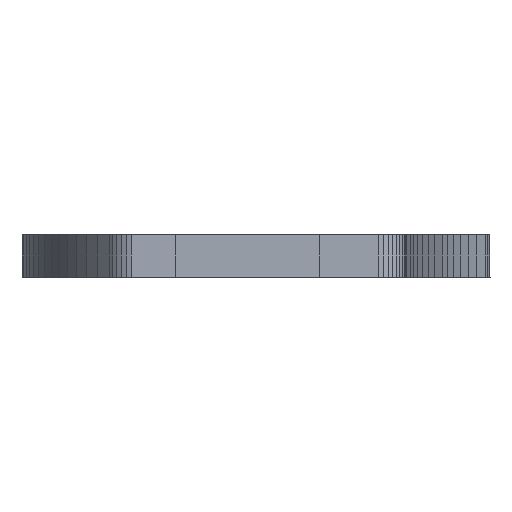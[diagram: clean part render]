
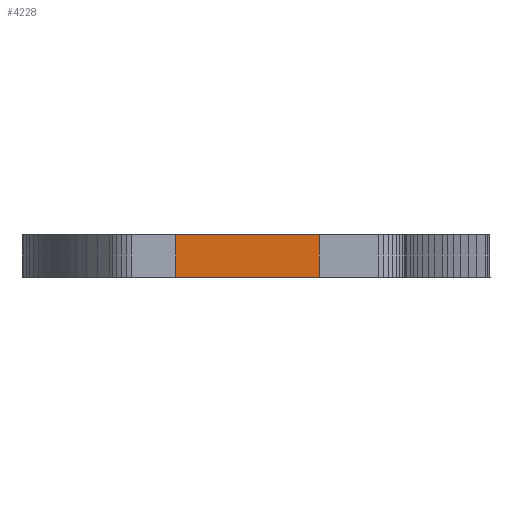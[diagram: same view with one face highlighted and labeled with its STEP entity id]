
A CAD part, left-side view. The second image highlights one B-rep face of the part: STEP entity #4228.
In plain terms, the highlighted planar face has unit normal (-1, 0, 0).
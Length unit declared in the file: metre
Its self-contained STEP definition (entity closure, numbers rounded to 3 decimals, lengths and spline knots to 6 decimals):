
#257=ORIENTED_EDGE('',*,*,#1430,.F.);
#258=ORIENTED_EDGE('',*,*,#1429,.T.);
#259=ORIENTED_EDGE('',*,*,#1431,.T.);
#260=ORIENTED_EDGE('',*,*,#1432,.F.);
#1429=EDGE_CURVE('',#1991,#1992,#2446,.T.);
#1430=EDGE_CURVE('',#1991,#1993,#2447,.T.);
#1431=EDGE_CURVE('',#1992,#1994,#2448,.F.);
#1432=EDGE_CURVE('',#1993,#1994,#2449,.T.);
#1991=VERTEX_POINT('',#6070);
#1992=VERTEX_POINT('',#6072);
#1993=VERTEX_POINT('',#6076);
#1994=VERTEX_POINT('',#6078);
#2446=LINE('',#6073,#3034);
#2447=LINE('',#6075,#3035);
#2448=LINE('',#6077,#3036);
#2449=LINE('',#6079,#3037);
#3034=VECTOR('',#4927,1.);
#3035=VECTOR('',#4930,1.);
#3036=VECTOR('',#4931,1.);
#3037=VECTOR('',#4932,1.);
#3512=EDGE_LOOP('',(#257,#258,#259,#260));
#3763=FACE_BOUND('',#3512,.T.);
#4014=PLANE('',#4466);
#4228=ADVANCED_FACE('',(#3763),#4014,.T.);
#4466=AXIS2_PLACEMENT_3D('',#6074,#4928,#4929);
#4927=DIRECTION('',(0.,0.,-1.));
#4928=DIRECTION('',(-1.,0.,0.));
#4929=DIRECTION('',(0.,0.,-1.));
#4930=DIRECTION('',(0.,-1.,0.));
#4931=DIRECTION('',(0.,1.,0.));
#4932=DIRECTION('',(0.,0.,-1.));
#6070=CARTESIAN_POINT('',(0.010085,-0.040349,0.007));
#6072=CARTESIAN_POINT('',(0.010085,-0.040349,-0.0016));
#6073=CARTESIAN_POINT('',(0.010085,-0.040349,0.001959));
#6074=CARTESIAN_POINT('',(0.010085,-0.053278,0.001959));
#6075=CARTESIAN_POINT('',(0.010085,-0.055749,0.007));
#6076=CARTESIAN_POINT('',(0.010085,-0.069291,0.007));
#6077=CARTESIAN_POINT('',(0.010085,-0.047927,-0.0016));
#6078=CARTESIAN_POINT('',(0.010085,-0.069291,-0.0016));
#6079=CARTESIAN_POINT('',(0.010085,-0.069291,0.002226));
